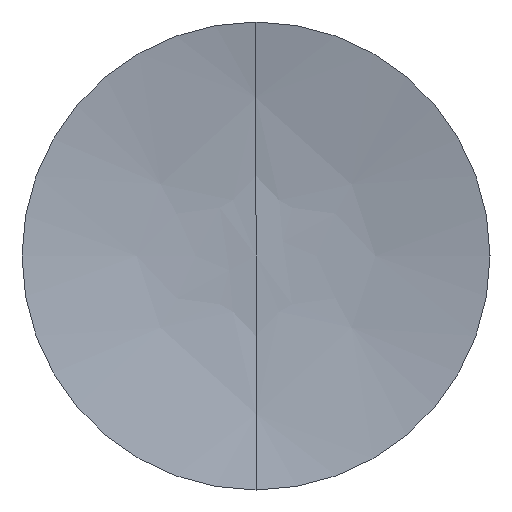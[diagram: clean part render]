
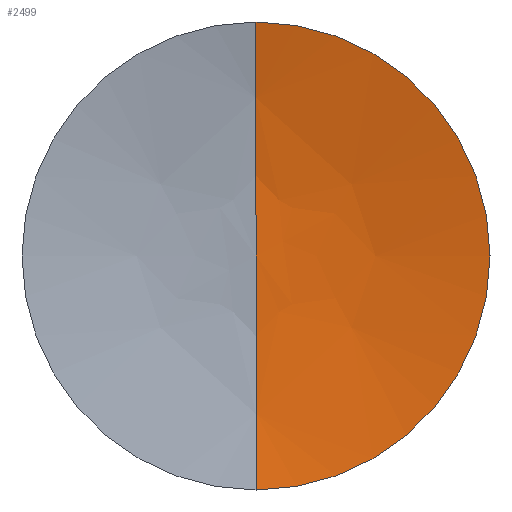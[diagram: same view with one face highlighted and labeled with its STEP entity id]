
A CAD part, left-side view. The second image highlights one B-rep face of the part: STEP entity #2499.
In plain terms, the highlighted free-form (B-spline) face has degree [2, 3] with [3, 4] control points.
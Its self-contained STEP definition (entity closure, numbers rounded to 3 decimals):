
#186 = CARTESIAN_POINT ( 'NONE',  ( -1.873, 0., 0.56 ) ) ;
#428 = ORIENTED_EDGE ( 'NONE', *, *, #870, .F. ) ;
#466 = CIRCLE ( 'NONE', #1382, 1.075 ) ;
#535 = VERTEX_POINT ( 'NONE', #2644 ) ;
#536 = CARTESIAN_POINT ( 'NONE',  ( -1.9, 0., 0. ) ) ;
#569 = EDGE_CURVE ( 'NONE', #2661, #2667, #466, .T. ) ;
#643 = CARTESIAN_POINT ( 'NONE',  ( -2., 0., 0. ) ) ;
#766 = CARTESIAN_POINT ( 'NONE',  ( -1.9, 0., 0. ) ) ;
#860 = CARTESIAN_POINT ( 'NONE',  ( -2., 0., -1.075 ) ) ;
#867 = DIRECTION ( 'NONE',  ( 0., 0., -1. ) ) ;
#870 = EDGE_CURVE ( 'NONE', #2667, #535, #2297, .T. ) ;
#948 = EDGE_CURVE ( 'NONE', #2661, #535, #1341, .T. ) ;
#1085 = DIRECTION ( 'NONE',  ( 1., 0., 0. ) ) ;
#1201 = CARTESIAN_POINT ( 'NONE',  ( -1.873, -1.12, 0.56 ) ) ;
#1212 = CARTESIAN_POINT ( 'NONE',  ( -2., -2.15, 1.075 ) ) ;
#1227 = ORIENTED_EDGE ( 'NONE', *, *, #569, .F. ) ;
#1235 = CARTESIAN_POINT ( 'NONE',  ( -1.873, -1.12, -0.56 ) ) ;
#1341 = B_SPLINE_CURVE_WITH_KNOTS ( 'NONE', 2,
 ( #1547, #186, #1974 ),
 .UNSPECIFIED., .F., .F.,
 ( 3, 3 ),
 ( 0., 1. ),
 .UNSPECIFIED. ) ;
#1344 = CARTESIAN_POINT ( 'NONE',  ( -1.873, 0., -0.56 ) ) ;
#1382 = AXIS2_PLACEMENT_3D ( 'NONE', #643, #1085, #867 ) ;
#1547 = CARTESIAN_POINT ( 'NONE',  ( -2., 0., 1.075 ) ) ;
#1826 = CARTESIAN_POINT ( 'NONE',  ( -2., 0., -1.075 ) ) ;
#1885 = CARTESIAN_POINT ( 'NONE',  ( -2., 0., 1.075 ) ) ;
#1974 = CARTESIAN_POINT ( 'NONE',  ( -1.9, 0., 0. ) ) ;
#2093 = CARTESIAN_POINT ( 'NONE',  ( -1.9, 0., 0. ) ) ;
#2111 = CARTESIAN_POINT ( 'NONE',  ( -1.9, 0., 0. ) ) ;
#2125 = ORIENTED_EDGE ( 'NONE', *, *, #948, .T. ) ;
#2165 = EDGE_LOOP ( 'NONE', ( #1227, #2125, #428 ) ) ;
#2199 = CARTESIAN_POINT ( 'NONE',  ( -1.9, 0., 0. ) ) ;
#2297 = B_SPLINE_CURVE_WITH_KNOTS ( 'NONE', 2,
 ( #860, #1344, #2199 ),
 .UNSPECIFIED., .F., .F.,
 ( 3, 3 ),
 ( 0., 1. ),
 .UNSPECIFIED. ) ;
#2306 = CARTESIAN_POINT ( 'NONE',  ( -2., -2.15, -1.075 ) ) ;
#2471 =( BOUNDED_SURFACE ( )  B_SPLINE_SURFACE ( 2, 3, ( 
 ( #1885, #1212, #2306, #2543 ),
 ( #2583, #1201, #1235, #2772 ),
 ( #2111, #536, #2093, #766 ) ),
 .UNSPECIFIED., .F., .F., .F. ) 
 B_SPLINE_SURFACE_WITH_KNOTS ( ( 3, 3 ),
 ( 4, 4 ),
 ( 0., 1. ),
 ( 0., 1. ),
 .UNSPECIFIED. ) 
 GEOMETRIC_REPRESENTATION_ITEM ( )  RATIONAL_B_SPLINE_SURFACE ( (
 ( 1., 0.333, 0.333, 1.),
 ( 1., 0.333, 0.333, 1.),
 ( 1., 0.333, 0.333, 1.) ) ) 
 REPRESENTATION_ITEM ( '' )  SURFACE ( )  );
#2499 = ADVANCED_FACE ( 'NONE', ( #2795 ), #2471, .T. ) ;
#2543 = CARTESIAN_POINT ( 'NONE',  ( -2., 0., -1.075 ) ) ;
#2583 = CARTESIAN_POINT ( 'NONE',  ( -1.873, 0., 0.56 ) ) ;
#2644 = CARTESIAN_POINT ( 'NONE',  ( -1.9, 0., 0. ) ) ;
#2661 = VERTEX_POINT ( 'NONE', #2918 ) ;
#2667 = VERTEX_POINT ( 'NONE', #1826 ) ;
#2772 = CARTESIAN_POINT ( 'NONE',  ( -1.873, 0., -0.56 ) ) ;
#2795 = FACE_OUTER_BOUND ( 'NONE', #2165, .T. ) ;
#2918 = CARTESIAN_POINT ( 'NONE',  ( -2., 0., 1.075 ) ) ;
